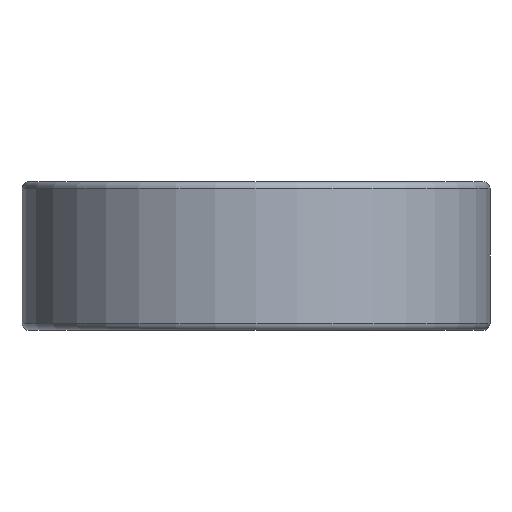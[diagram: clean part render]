
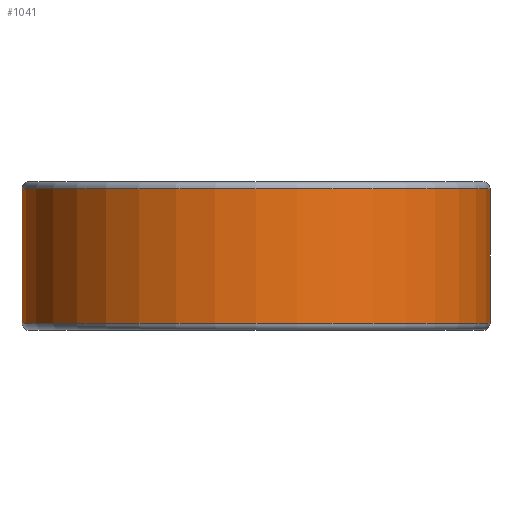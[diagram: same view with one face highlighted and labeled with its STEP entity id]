
A CAD part, front view. The second image highlights one B-rep face of the part: STEP entity #1041.
In plain terms, the highlighted cylindrical face has radius 11 mm (diameter 22 mm), a full revolution.
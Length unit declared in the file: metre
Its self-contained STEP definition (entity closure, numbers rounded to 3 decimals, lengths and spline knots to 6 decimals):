
#142=CIRCLE('',#1294,0.011);
#143=CIRCLE('',#1295,0.011);
#180=CYLINDRICAL_SURFACE('',#1293,0.011);
#399=ORIENTED_EDGE('',*,*,#533,.T.);
#400=ORIENTED_EDGE('',*,*,#534,.T.);
#533=EDGE_CURVE('',#626,#626,#142,.T.);
#534=EDGE_CURVE('',#627,#627,#143,.T.);
#626=VERTEX_POINT('',#1983);
#627=VERTEX_POINT('',#1985);
#824=EDGE_LOOP('',(#399));
#825=EDGE_LOOP('',(#400));
#925=FACE_BOUND('',#824,.T.);
#926=FACE_BOUND('',#825,.T.);
#1041=ADVANCED_FACE('',(#925,#926),#180,.T.);
#1293=AXIS2_PLACEMENT_3D('',#1981,#1581,#1582);
#1294=AXIS2_PLACEMENT_3D('',#1982,#1583,#1584);
#1295=AXIS2_PLACEMENT_3D('',#1984,#1585,#1586);
#1581=DIRECTION('',(-1.,0.,0.));
#1582=DIRECTION('',(0.,0.,1.));
#1583=DIRECTION('',(1.,0.,0.));
#1584=DIRECTION('',(0.,0.,1.));
#1585=DIRECTION('',(-1.,0.,0.));
#1586=DIRECTION('',(0.,0.,1.));
#1981=CARTESIAN_POINT('',(-0.012457,0.,0.));
#1982=CARTESIAN_POINT('',(-0.00315,0.,0.));
#1983=CARTESIAN_POINT('',(-0.00315,0.,0.011));
#1984=CARTESIAN_POINT('',(0.00315,0.,0.));
#1985=CARTESIAN_POINT('',(0.00315,0.,0.011));
